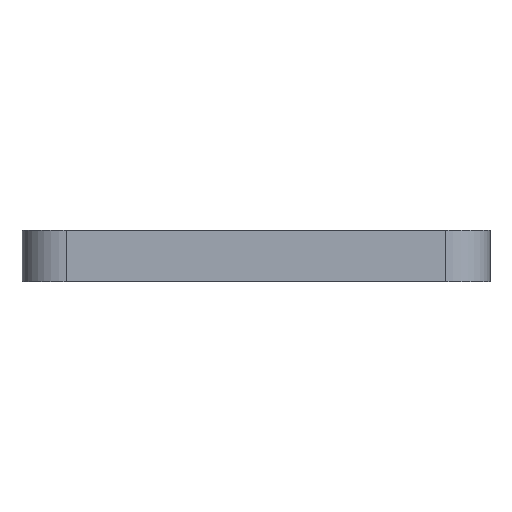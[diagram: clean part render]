
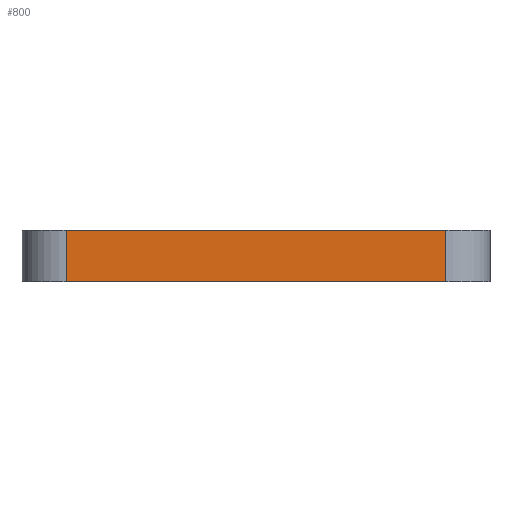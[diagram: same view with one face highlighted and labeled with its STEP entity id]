
A CAD part, left-side view. The second image highlights one B-rep face of the part: STEP entity #800.
In plain terms, the highlighted planar face has unit normal (-1, 0, 0).
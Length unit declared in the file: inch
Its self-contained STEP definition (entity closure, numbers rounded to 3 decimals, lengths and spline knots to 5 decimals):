
#7 = VERTEX_POINT ( 'NONE', #543 ) ;
#30 = DIRECTION ( 'NONE',  ( 0., 0., 1. ) ) ;
#33 = ORIENTED_EDGE ( 'NONE', *, *, #865, .T. ) ;
#38 = DIRECTION ( 'NONE',  ( 0., 0., -1. ) ) ;
#85 = PLANE ( 'NONE',  #1006 ) ;
#106 = LINE ( 'NONE', #197, #954 ) ;
#119 = DIRECTION ( 'NONE',  ( 0., -1., 0. ) ) ;
#123 = CARTESIAN_POINT ( 'NONE',  ( -1.75, 1.01378, 0.1378 ) ) ;
#171 = VERTEX_POINT ( 'NONE', #590 ) ;
#175 = FACE_OUTER_BOUND ( 'NONE', #185, .T. ) ;
#181 = VERTEX_POINT ( 'NONE', #763 ) ;
#185 = EDGE_LOOP ( 'NONE', ( #517, #33, #657, #597 ) ) ;
#197 = CARTESIAN_POINT ( 'NONE',  ( -1.75, -1.01378, 0.1378 ) ) ;
#218 = DIRECTION ( 'NONE',  ( 0., -1., 0. ) ) ;
#241 = VECTOR ( 'NONE', #808, 39.37008 ) ;
#260 = VECTOR ( 'NONE', #218, 39.37008 ) ;
#307 = VERTEX_POINT ( 'NONE', #709 ) ;
#461 = LINE ( 'NONE', #869, #662 ) ;
#517 = ORIENTED_EDGE ( 'NONE', *, *, #945, .T. ) ;
#518 = CARTESIAN_POINT ( 'NONE',  ( -1.75, -1.25, 0.1378 ) ) ;
#529 = LINE ( 'NONE', #123, #241 ) ;
#536 = EDGE_CURVE ( 'NONE', #307, #7, #529, .T. ) ;
#543 = CARTESIAN_POINT ( 'NONE',  ( -1.75, 1.01378, -0.1378 ) ) ;
#555 = LINE ( 'NONE', #631, #260 ) ;
#590 = CARTESIAN_POINT ( 'NONE',  ( -1.75, -1.01378, -0.1378 ) ) ;
#597 = ORIENTED_EDGE ( 'NONE', *, *, #536, .T. ) ;
#600 = DIRECTION ( 'NONE',  ( 1., 0., 0. ) ) ;
#631 = CARTESIAN_POINT ( 'NONE',  ( -1.75, -1.25, -0.1378 ) ) ;
#657 = ORIENTED_EDGE ( 'NONE', *, *, #747, .F. ) ;
#662 = VECTOR ( 'NONE', #119, 39.37008 ) ;
#709 = CARTESIAN_POINT ( 'NONE',  ( -1.75, 1.01378, 0.1378 ) ) ;
#747 = EDGE_CURVE ( 'NONE', #307, #181, #461, .T. ) ;
#763 = CARTESIAN_POINT ( 'NONE',  ( -1.75, -1.01378, 0.1378 ) ) ;
#800 = ADVANCED_FACE ( 'NONE', ( #175 ), #85, .F. ) ;
#808 = DIRECTION ( 'NONE',  ( 0., 0., -1. ) ) ;
#865 = EDGE_CURVE ( 'NONE', #171, #181, #106, .T. ) ;
#869 = CARTESIAN_POINT ( 'NONE',  ( -1.75, -1.25, 0.1378 ) ) ;
#945 = EDGE_CURVE ( 'NONE', #7, #171, #555, .T. ) ;
#954 = VECTOR ( 'NONE', #30, 39.37008 ) ;
#1006 = AXIS2_PLACEMENT_3D ( 'NONE', #518, #600, #38 ) ;
